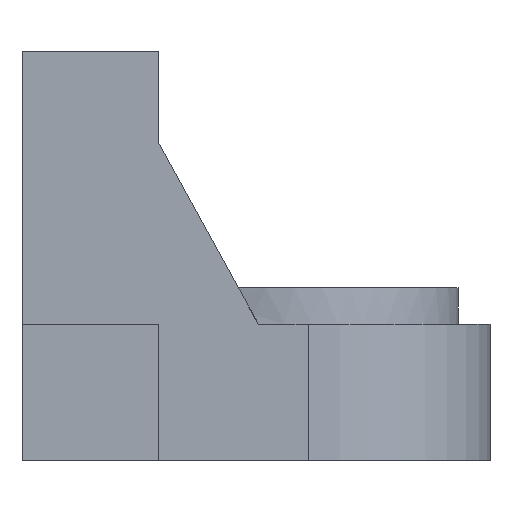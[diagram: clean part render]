
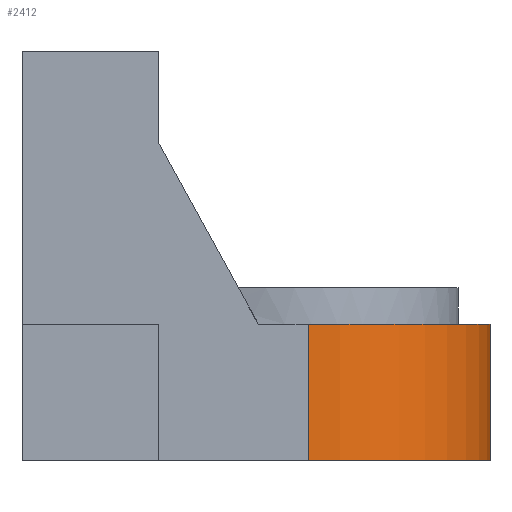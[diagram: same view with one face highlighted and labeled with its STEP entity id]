
A CAD part, front view. The second image highlights one B-rep face of the part: STEP entity #2412.
In plain terms, the highlighted cylindrical face has radius 20 mm (diameter 40 mm), a partial arc.
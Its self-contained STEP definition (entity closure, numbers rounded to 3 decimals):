
#375 = PLANE('',#376);
#376 = AXIS2_PLACEMENT_3D('',#377,#378,#379);
#377 = CARTESIAN_POINT('',(14.378,10.,21.255));
#378 = DIRECTION('',(0.,1.,0.));
#379 = DIRECTION('',(1.,0.,0.));
#664 = PLANE('',#665);
#665 = AXIS2_PLACEMENT_3D('',#666,#667,#668);
#666 = CARTESIAN_POINT('',(51.5,10.,0.));
#667 = DIRECTION('',(1.,0.,0.));
#668 = DIRECTION('',(0.,0.,1.));
#833 = PLANE('',#834);
#834 = AXIS2_PLACEMENT_3D('',#835,#836,#837);
#835 = CARTESIAN_POINT('',(15.,10.,15.));
#836 = DIRECTION('',(0.,0.,1.));
#837 = DIRECTION('',(1.,0.,0.));
#1071 = VERTEX_POINT('',#1072);
#1072 = CARTESIAN_POINT('',(51.5,30.,15.));
#1093 = EDGE_CURVE('',#1094,#1071,#1096,.T.);
#1094 = VERTEX_POINT('',#1095);
#1095 = CARTESIAN_POINT('',(51.5,30.,0.));
#1096 = SURFACE_CURVE('',#1097,(#1101,#1108),.PCURVE_S1.);
#1097 = LINE('',#1098,#1099);
#1098 = CARTESIAN_POINT('',(51.5,30.,0.));
#1099 = VECTOR('',#1100,1.);
#1100 = DIRECTION('',(0.,0.,1.));
#1101 = PCURVE('',#664,#1102);
#1102 = DEFINITIONAL_REPRESENTATION('',(#1103),#1107);
#1103 = LINE('',#1104,#1105);
#1104 = CARTESIAN_POINT('',(0.,-20.));
#1105 = VECTOR('',#1106,1.);
#1106 = DIRECTION('',(1.,0.));
#1107 = ( GEOMETRIC_REPRESENTATION_CONTEXT(2) 
PARAMETRIC_REPRESENTATION_CONTEXT() REPRESENTATION_CONTEXT('2D SPACE',''
  ) );
#1108 = PCURVE('',#1109,#1114);
#1109 = CYLINDRICAL_SURFACE('',#1110,20.);
#1110 = AXIS2_PLACEMENT_3D('',#1111,#1112,#1113);
#1111 = CARTESIAN_POINT('',(31.5,30.,0.));
#1112 = DIRECTION('',(0.,0.,1.));
#1113 = DIRECTION('',(1.,0.,0.));
#1114 = DEFINITIONAL_REPRESENTATION('',(#1115),#1119);
#1115 = LINE('',#1116,#1117);
#1116 = CARTESIAN_POINT('',(0.,0.));
#1117 = VECTOR('',#1118,1.);
#1118 = DIRECTION('',(0.,1.));
#1119 = ( GEOMETRIC_REPRESENTATION_CONTEXT(2) 
PARAMETRIC_REPRESENTATION_CONTEXT() REPRESENTATION_CONTEXT('2D SPACE',''
  ) );
#1137 = PLANE('',#1138);
#1138 = AXIS2_PLACEMENT_3D('',#1139,#1140,#1141);
#1139 = CARTESIAN_POINT('',(51.5,30.,0.));
#1140 = DIRECTION('',(0.,0.,-1.));
#1141 = DIRECTION('',(-1.,0.,0.));
#1253 = EDGE_CURVE('',#1071,#1254,#1256,.T.);
#1254 = VERTEX_POINT('',#1255);
#1255 = CARTESIAN_POINT('',(31.5,10.,15.));
#1256 = SURFACE_CURVE('',#1257,(#1262,#1273),.PCURVE_S1.);
#1257 = CIRCLE('',#1258,20.);
#1258 = AXIS2_PLACEMENT_3D('',#1259,#1260,#1261);
#1259 = CARTESIAN_POINT('',(31.5,30.,15.));
#1260 = DIRECTION('',(0.,0.,-1.));
#1261 = DIRECTION('',(0.,-1.,0.));
#1262 = PCURVE('',#833,#1263);
#1263 = DEFINITIONAL_REPRESENTATION('',(#1264),#1272);
#1264 = ( BOUNDED_CURVE() B_SPLINE_CURVE(2,(#1265,#1266,#1267,#1268,
#1269,#1270,#1271),.UNSPECIFIED.,.F.,.F.) B_SPLINE_CURVE_WITH_KNOTS((1,2
    ,2,2,2,1),(-2.094,0.,2.094,4.189,
6.283,8.378),.UNSPECIFIED.) CURVE() 
GEOMETRIC_REPRESENTATION_ITEM() RATIONAL_B_SPLINE_CURVE((1.,0.5,1.,0.5,
1.,0.5,1.)) REPRESENTATION_ITEM('') );
#1265 = CARTESIAN_POINT('',(16.5,0.));
#1266 = CARTESIAN_POINT('',(-18.141,0.));
#1267 = CARTESIAN_POINT('',(-0.821,30.));
#1268 = CARTESIAN_POINT('',(16.5,60.));
#1269 = CARTESIAN_POINT('',(33.821,30.));
#1270 = CARTESIAN_POINT('',(51.141,0.));
#1271 = CARTESIAN_POINT('',(16.5,0.));
#1272 = ( GEOMETRIC_REPRESENTATION_CONTEXT(2) 
PARAMETRIC_REPRESENTATION_CONTEXT() REPRESENTATION_CONTEXT('2D SPACE',''
  ) );
#1273 = PCURVE('',#1109,#1274);
#1274 = DEFINITIONAL_REPRESENTATION('',(#1275),#1279);
#1275 = LINE('',#1276,#1277);
#1276 = CARTESIAN_POINT('',(4.712,15.));
#1277 = VECTOR('',#1278,1.);
#1278 = DIRECTION('',(-1.,0.));
#1279 = ( GEOMETRIC_REPRESENTATION_CONTEXT(2) 
PARAMETRIC_REPRESENTATION_CONTEXT() REPRESENTATION_CONTEXT('2D SPACE',''
  ) );
#2412 = ADVANCED_FACE('',(#2413),#1109,.T.);
#2413 = FACE_BOUND('',#2414,.F.);
#2414 = EDGE_LOOP('',(#2415,#2439,#2460,#2461));
#2415 = ORIENTED_EDGE('',*,*,#2416,.T.);
#2416 = EDGE_CURVE('',#1094,#2417,#2419,.T.);
#2417 = VERTEX_POINT('',#2418);
#2418 = CARTESIAN_POINT('',(31.5,10.,0.));
#2419 = SURFACE_CURVE('',#2420,(#2425,#2432),.PCURVE_S1.);
#2420 = CIRCLE('',#2421,20.);
#2421 = AXIS2_PLACEMENT_3D('',#2422,#2423,#2424);
#2422 = CARTESIAN_POINT('',(31.5,30.,0.));
#2423 = DIRECTION('',(0.,0.,-1.));
#2424 = DIRECTION('',(0.,-1.,0.));
#2425 = PCURVE('',#1109,#2426);
#2426 = DEFINITIONAL_REPRESENTATION('',(#2427),#2431);
#2427 = LINE('',#2428,#2429);
#2428 = CARTESIAN_POINT('',(4.712,0.));
#2429 = VECTOR('',#2430,1.);
#2430 = DIRECTION('',(-1.,0.));
#2431 = ( GEOMETRIC_REPRESENTATION_CONTEXT(2) 
PARAMETRIC_REPRESENTATION_CONTEXT() REPRESENTATION_CONTEXT('2D SPACE',''
  ) );
#2432 = PCURVE('',#1137,#2433);
#2433 = DEFINITIONAL_REPRESENTATION('',(#2434),#2438);
#2434 = CIRCLE('',#2435,20.);
#2435 = AXIS2_PLACEMENT_2D('',#2436,#2437);
#2436 = CARTESIAN_POINT('',(20.,0.));
#2437 = DIRECTION('',(0.,-1.));
#2438 = ( GEOMETRIC_REPRESENTATION_CONTEXT(2) 
PARAMETRIC_REPRESENTATION_CONTEXT() REPRESENTATION_CONTEXT('2D SPACE',''
  ) );
#2439 = ORIENTED_EDGE('',*,*,#2440,.T.);
#2440 = EDGE_CURVE('',#2417,#1254,#2441,.T.);
#2441 = SURFACE_CURVE('',#2442,(#2446,#2453),.PCURVE_S1.);
#2442 = LINE('',#2443,#2444);
#2443 = CARTESIAN_POINT('',(31.5,10.,0.));
#2444 = VECTOR('',#2445,1.);
#2445 = DIRECTION('',(0.,0.,1.));
#2446 = PCURVE('',#1109,#2447);
#2447 = DEFINITIONAL_REPRESENTATION('',(#2448),#2452);
#2448 = LINE('',#2449,#2450);
#2449 = CARTESIAN_POINT('',(-1.571,0.));
#2450 = VECTOR('',#2451,1.);
#2451 = DIRECTION('',(0.,1.));
#2452 = ( GEOMETRIC_REPRESENTATION_CONTEXT(2) 
PARAMETRIC_REPRESENTATION_CONTEXT() REPRESENTATION_CONTEXT('2D SPACE',''
  ) );
#2453 = PCURVE('',#375,#2454);
#2454 = DEFINITIONAL_REPRESENTATION('',(#2455),#2459);
#2455 = LINE('',#2456,#2457);
#2456 = CARTESIAN_POINT('',(17.122,21.255));
#2457 = VECTOR('',#2458,1.);
#2458 = DIRECTION('',(0.,-1.));
#2459 = ( GEOMETRIC_REPRESENTATION_CONTEXT(2) 
PARAMETRIC_REPRESENTATION_CONTEXT() REPRESENTATION_CONTEXT('2D SPACE',''
  ) );
#2460 = ORIENTED_EDGE('',*,*,#1253,.F.);
#2461 = ORIENTED_EDGE('',*,*,#1093,.F.);
